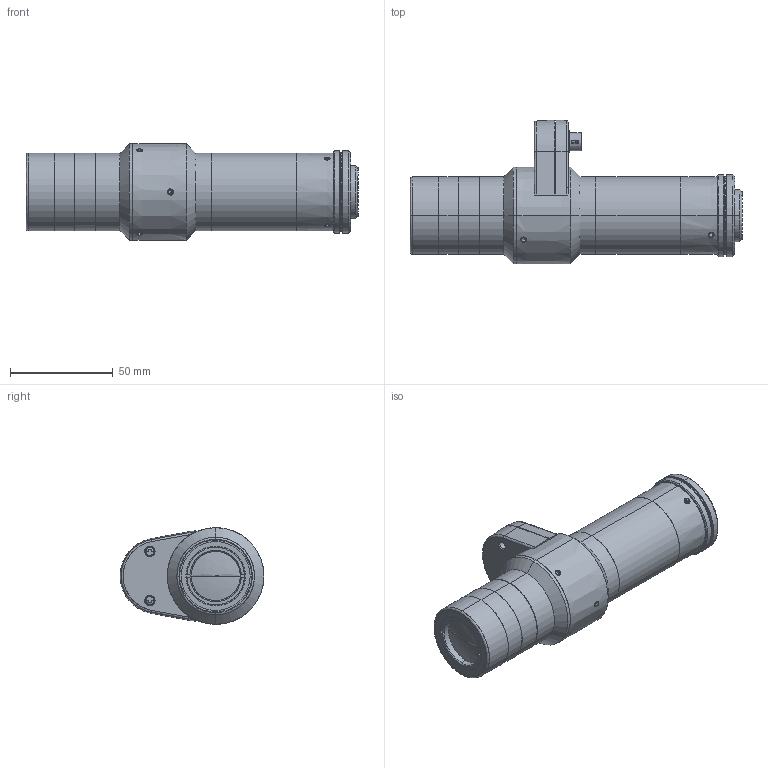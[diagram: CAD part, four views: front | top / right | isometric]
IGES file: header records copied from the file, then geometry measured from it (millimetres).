
Start section: SolidWorks IGES file using analytic representation for surfaces
Global section: file name: DP30288_TCEL250.igs; native system: SolidWorks 2021; preprocessor: SolidWorks 2021; author: lrizzotto; date: 211007.140813; units: millimetre
Bounding box: 161.53 x 70 x 47 mm (x, y, z)
Surface area: 34447.2 mm2 (no closed solid volume)
Topology: 0 solids, 0 shells, 254 faces, 4607 edges, 4606 vertices
Faces by surface type: revolution 132, bspline 122
